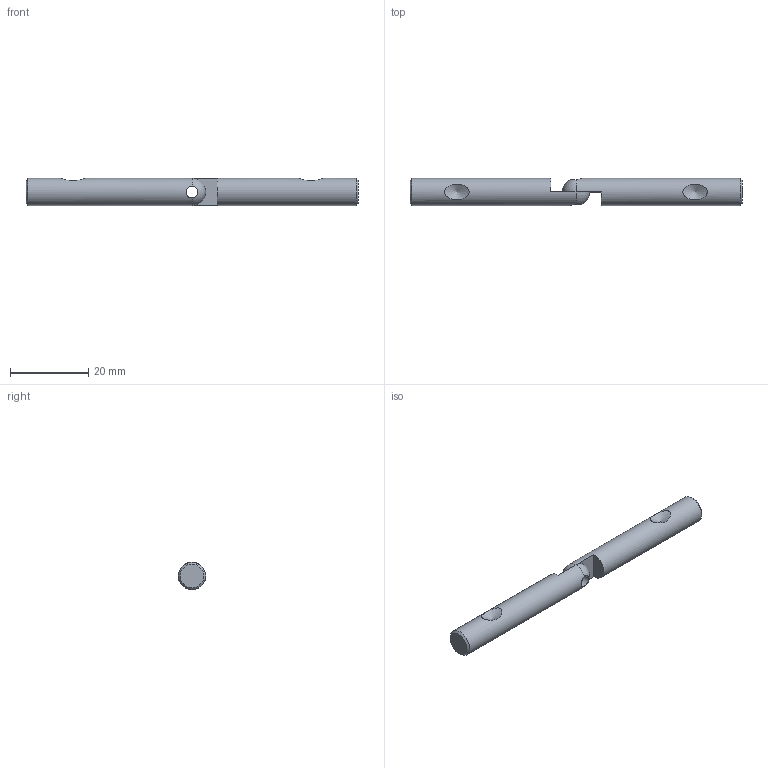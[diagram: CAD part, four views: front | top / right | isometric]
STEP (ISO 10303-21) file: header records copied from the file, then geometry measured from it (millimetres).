
FILE_DESCRIPTION(/* description */ ('STEP AP203'),/* implementation_level */ '2;1');
FILE_NAME(/* name */ 'GI08-42.stp',/* time_stamp */ '2022-07-11T15:52:06+02:00',/* author */ (''),/* organization */ (''),/* preprocessor_version */ 'ST-DEVELOPER v18.1',/* originating_system */ 'Autodesk Inventor 2021',/* authorisation */ '');
FILE_SCHEMA (('AUTOMOTIVE_DESIGN { 1 0 10303 214 3 1 1 }'));
Length unit declared in the file: millimetre
Products named in the file (1): GI08-42
Bounding box: 85 x 7 x 7 mm (x, y, z)
Volume: 3031.9 mm3; surface area: 2071.3 mm2
Topology: 2 solids, 2 shells, 16 faces, 42 edges, 26 vertices
Faces by surface type: plane 6, cone 4, cylinder 4, sphere 2
Full cylindrical faces by diameter (mm): 3 x2, 7 x2
Entity records: 642 total; most frequent: CARTESIAN_POINT 203, DIRECTION 86, ORIENTED_EDGE 80, EDGE_CURVE 40, AXIS2_PLACEMENT_3D 35, VERTEX_POINT 26, CIRCLE 18, EDGE_LOOP 18
